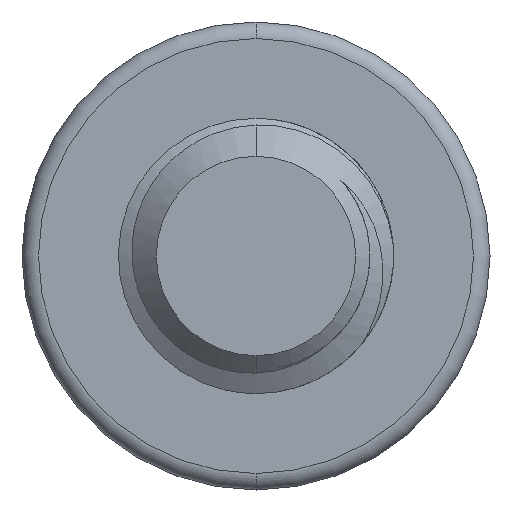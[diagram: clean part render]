
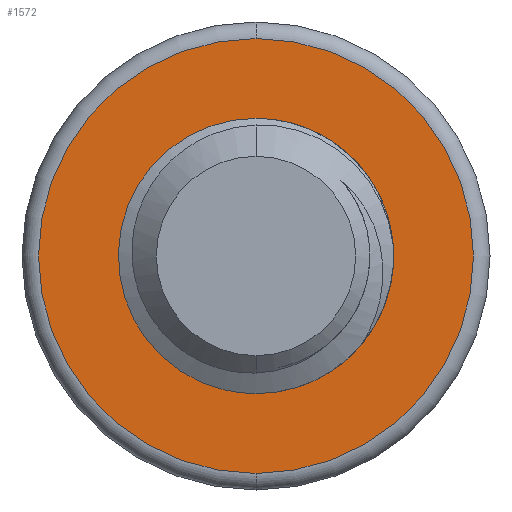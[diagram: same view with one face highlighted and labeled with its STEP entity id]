
A CAD part, front view. The second image highlights one B-rep face of the part: STEP entity #1572.
In plain terms, the highlighted planar face has unit normal (0, -1, 0).
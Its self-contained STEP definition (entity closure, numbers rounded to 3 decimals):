
#14 = CARTESIAN_POINT ( 'NONE',  ( -1.805, 12., 1.043 ) ) ;
#32 = CIRCLE ( 'NONE', #1254, 3.95 ) ;
#41 = CARTESIAN_POINT ( 'NONE',  ( -0.189, 12., -2.484 ) ) ;
#55 = CARTESIAN_POINT ( 'NONE',  ( 0.791, 12., 1.91 ) ) ;
#70 = CARTESIAN_POINT ( 'NONE',  ( 1.976, 12., 1.03 ) ) ;
#85 = ORIENTED_EDGE ( 'NONE', *, *, #2838, .T. ) ;
#153 = EDGE_CURVE ( 'NONE', #3925, #4195, #4230, .T. ) ;
#385 = CARTESIAN_POINT ( 'NONE',  ( 1.609, 12., 1.459 ) ) ;
#402 = CARTESIAN_POINT ( 'NONE',  ( -1.91, 12., 0.791 ) ) ;
#424 = CARTESIAN_POINT ( 'NONE',  ( 0.973, 12., 1.857 ) ) ;
#431 = CARTESIAN_POINT ( 'NONE',  ( 0.273, 12., 2.067 ) ) ;
#455 = CARTESIAN_POINT ( 'NONE',  ( -0.533, 12., 2.002 ) ) ;
#462 = CIRCLE ( 'NONE', #1256, 2.5 ) ;
#467 = B_SPLINE_CURVE_WITH_KNOTS ( 'NONE', 3,
 ( #469, #424, #3465, #1147, #385, #727, #70, #1845, #1121, #2499, #2456, #2438, #747, #3218, #2119, #1800, #1503, #3864 ),
 .UNSPECIFIED., .F., .F.,
 ( 4, 2, 2, 2, 2, 2, 2, 2, 4 ),
 ( 0., 0.001, 0.001, 0.002, 0.002, 0.003, 0.003, 0.004, 0.004 ),
 .UNSPECIFIED. ) ;
#469 = CARTESIAN_POINT ( 'NONE',  ( 0.791, 12., 1.91 ) ) ;
#504 = DIRECTION ( 'NONE',  ( 0., 0., 1. ) ) ;
#623 = CARTESIAN_POINT ( 'NONE',  ( -1.91, 12., 0.791 ) ) ;
#650 = CARTESIAN_POINT ( 'NONE',  ( -0.915, 12., 1.859 ) ) ;
#723 = B_SPLINE_CURVE_WITH_KNOTS ( 'NONE', 3,
 ( #623, #14, #1661, #3791, #1743, #3729, #650, #2886, #455, #4253, #3560, #431, #1807, #55 ),
 .UNSPECIFIED., .F., .F.,
 ( 4, 2, 2, 2, 2, 2, 4 ),
 ( 0., 0.001, 0.001, 0.002, 0.002, 0.002, 0.003 ),
 .UNSPECIFIED. ) ;
#727 = CARTESIAN_POINT ( 'NONE',  ( 1.864, 12., 1.185 ) ) ;
#743 = CARTESIAN_POINT ( 'NONE',  ( -0.727, 12., -2.33 ) ) ;
#747 = CARTESIAN_POINT ( 'NONE',  ( 2.314, 12., -0.591 ) ) ;
#753 = FACE_OUTER_BOUND ( 'NONE', #3801, .T. ) ;
#819 = EDGE_LOOP ( 'NONE', ( #4189, #3083, #3230, #85 ) ) ;
#881 = DIRECTION ( 'NONE',  ( 0., 0., 1. ) ) ;
#898 = CARTESIAN_POINT ( 'NONE',  ( 1.768, 12., -1.768 ) ) ;
#972 = VERTEX_POINT ( 'NONE', #1481 ) ;
#1036 = CARTESIAN_POINT ( 'NONE',  ( -0.372, 12., -2.447 ) ) ;
#1058 = EDGE_CURVE ( 'NONE', #3044, #4093, #467, .T. ) ;
#1096 = CARTESIAN_POINT ( 'NONE',  ( -2.068, 12., 0.448 ) ) ;
#1116 = CARTESIAN_POINT ( 'NONE',  ( -1.219, 12., -2.054 ) ) ;
#1121 = CARTESIAN_POINT ( 'NONE',  ( 2.224, 12., 0.524 ) ) ;
#1129 = FACE_BOUND ( 'NONE', #819, .T. ) ;
#1147 = CARTESIAN_POINT ( 'NONE',  ( 1.463, 12., 1.581 ) ) ;
#1254 = AXIS2_PLACEMENT_3D ( 'NONE', #3879, #2541, #881 ) ;
#1256 = AXIS2_PLACEMENT_3D ( 'NONE', #1954, #4012, #504 ) ;
#1277 = CARTESIAN_POINT ( 'NONE',  ( 0., 12., -2.5 ) ) ;
#1286 = ORIENTED_EDGE ( 'NONE', *, *, #3075, .T. ) ;
#1374 = CARTESIAN_POINT ( 'NONE',  ( -2.125, 12., -0.67 ) ) ;
#1411 = CARTESIAN_POINT ( 'NONE',  ( 0., 12., -2.5 ) ) ;
#1467 = AXIS2_PLACEMENT_3D ( 'NONE', #4280, #1585, #2262 ) ;
#1481 = CARTESIAN_POINT ( 'NONE',  ( 0., 12., -3.95 ) ) ;
#1503 = CARTESIAN_POINT ( 'NONE',  ( 1.89, 12., -1.623 ) ) ;
#1572 = ADVANCED_FACE ( 'NONE', ( #753, #1129 ), #4231, .F. ) ;
#1585 = DIRECTION ( 'NONE',  ( 0., -1., 0. ) ) ;
#1593 = VERTEX_POINT ( 'NONE', #3227 ) ;
#1661 = CARTESIAN_POINT ( 'NONE',  ( -1.651, 12., 1.273 ) ) ;
#1743 = CARTESIAN_POINT ( 'NONE',  ( -1.259, 12., 1.645 ) ) ;
#1800 = CARTESIAN_POINT ( 'NONE',  ( 1.993, 12., -1.467 ) ) ;
#1807 = CARTESIAN_POINT ( 'NONE',  ( 0.539, 12., 2.014 ) ) ;
#1845 = CARTESIAN_POINT ( 'NONE',  ( 2.155, 12., 0.701 ) ) ;
#1852 = DIRECTION ( 'NONE',  ( 0., 0., 1. ) ) ;
#1954 = CARTESIAN_POINT ( 'NONE',  ( 0., 12., 0. ) ) ;
#2119 = CARTESIAN_POINT ( 'NONE',  ( 2.162, 12., -1.134 ) ) ;
#2132 = CARTESIAN_POINT ( 'NONE',  ( -1.367, 12., -1.937 ) ) ;
#2220 = CARTESIAN_POINT ( 'NONE',  ( -1.91, 12., 0.791 ) ) ;
#2262 = DIRECTION ( 'NONE',  ( 0., 0., 1. ) ) ;
#2431 = EDGE_CURVE ( 'NONE', #4093, #3925, #462, .T. ) ;
#2438 = CARTESIAN_POINT ( 'NONE',  ( 2.336, 12., -0.404 ) ) ;
#2456 = CARTESIAN_POINT ( 'NONE',  ( 2.336, 12., -0.027 ) ) ;
#2499 = CARTESIAN_POINT ( 'NONE',  ( 2.315, 12., 0.159 ) ) ;
#2530 = CARTESIAN_POINT ( 'NONE',  ( 0.791, 12., 1.91 ) ) ;
#2541 = DIRECTION ( 'NONE',  ( 0., -1., 0. ) ) ;
#2745 = CARTESIAN_POINT ( 'NONE',  ( -2.169, 12., -0.107 ) ) ;
#2807 = CARTESIAN_POINT ( 'NONE',  ( -1.749, 12., -1.524 ) ) ;
#2821 = AXIS2_PLACEMENT_3D ( 'NONE', #3491, #3164, #1852 ) ;
#2838 = EDGE_CURVE ( 'NONE', #4195, #3044, #723, .T. ) ;
#2886 = CARTESIAN_POINT ( 'NONE',  ( -0.665, 12., 1.962 ) ) ;
#3044 = VERTEX_POINT ( 'NONE', #2530 ) ;
#3075 = EDGE_CURVE ( 'NONE', #972, #1593, #3701, .T. ) ;
#3083 = ORIENTED_EDGE ( 'NONE', *, *, #2431, .T. ) ;
#3087 = CARTESIAN_POINT ( 'NONE',  ( -1.942, 12., -1.203 ) ) ;
#3164 = DIRECTION ( 'NONE',  ( 0., 1., 0. ) ) ;
#3218 = CARTESIAN_POINT ( 'NONE',  ( 2.227, 12., -0.955 ) ) ;
#3227 = CARTESIAN_POINT ( 'NONE',  ( 0., 12., 3.95 ) ) ;
#3230 = ORIENTED_EDGE ( 'NONE', *, *, #153, .T. ) ;
#3421 = CARTESIAN_POINT ( 'NONE',  ( -0.901, 12., -2.25 ) ) ;
#3441 = CARTESIAN_POINT ( 'NONE',  ( -2.153, 12., 0.079 ) ) ;
#3465 = CARTESIAN_POINT ( 'NONE',  ( 1.144, 12., 1.78 ) ) ;
#3491 = CARTESIAN_POINT ( 'NONE',  ( 0., 12., 0. ) ) ;
#3560 = CARTESIAN_POINT ( 'NONE',  ( -0.135, 12., 2.067 ) ) ;
#3639 = EDGE_CURVE ( 'NONE', #1593, #972, #32, .T. ) ;
#3701 = CIRCLE ( 'NONE', #1467, 3.95 ) ;
#3729 = CARTESIAN_POINT ( 'NONE',  ( -1.033, 12., 1.795 ) ) ;
#3777 = CARTESIAN_POINT ( 'NONE',  ( -1.633, 12., -1.671 ) ) ;
#3791 = CARTESIAN_POINT ( 'NONE',  ( -1.365, 12., 1.558 ) ) ;
#3801 = EDGE_LOOP ( 'NONE', ( #4331, #1286 ) ) ;
#3838 = CARTESIAN_POINT ( 'NONE',  ( -2.001, 12., 0.625 ) ) ;
#3860 = CARTESIAN_POINT ( 'NONE',  ( -2.019, 12., -1.028 ) ) ;
#3864 = CARTESIAN_POINT ( 'NONE',  ( 1.768, 12., -1.768 ) ) ;
#3879 = CARTESIAN_POINT ( 'NONE',  ( 0., 12., 0. ) ) ;
#3925 = VERTEX_POINT ( 'NONE', #1277 ) ;
#4012 = DIRECTION ( 'NONE',  ( 0., 1., 0. ) ) ;
#4093 = VERTEX_POINT ( 'NONE', #898 ) ;
#4166 = CARTESIAN_POINT ( 'NONE',  ( -2.156, 12., -0.482 ) ) ;
#4189 = ORIENTED_EDGE ( 'NONE', *, *, #1058, .T. ) ;
#4195 = VERTEX_POINT ( 'NONE', #2220 ) ;
#4230 = B_SPLINE_CURVE_WITH_KNOTS ( 'NONE', 3,
 ( #1411, #41, #1036, #743, #3421, #1116, #2132, #3777, #2807, #3087, #3860, #1374, #4166, #2745, #3441, #1096, #3838, #402 ),
 .UNSPECIFIED., .F., .F.,
 ( 4, 2, 2, 2, 2, 2, 2, 2, 4 ),
 ( 0., 0.001, 0.001, 0.002, 0.002, 0.003, 0.003, 0.004, 0.004 ),
 .UNSPECIFIED. ) ;
#4231 = PLANE ( 'NONE',  #2821 ) ;
#4253 = CARTESIAN_POINT ( 'NONE',  ( -0.269, 12., 2.054 ) ) ;
#4280 = CARTESIAN_POINT ( 'NONE',  ( 0., 12., 0. ) ) ;
#4331 = ORIENTED_EDGE ( 'NONE', *, *, #3639, .T. ) ;
